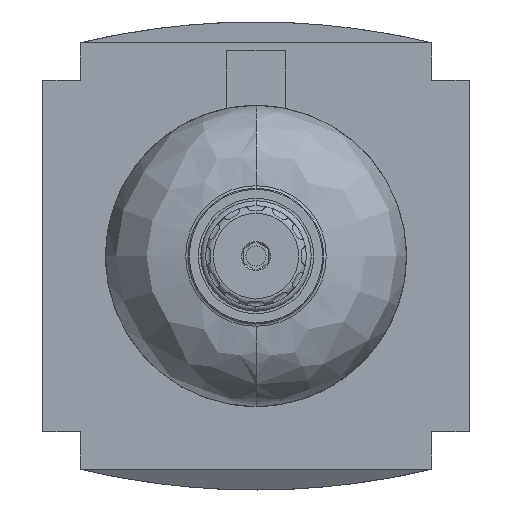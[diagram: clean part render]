
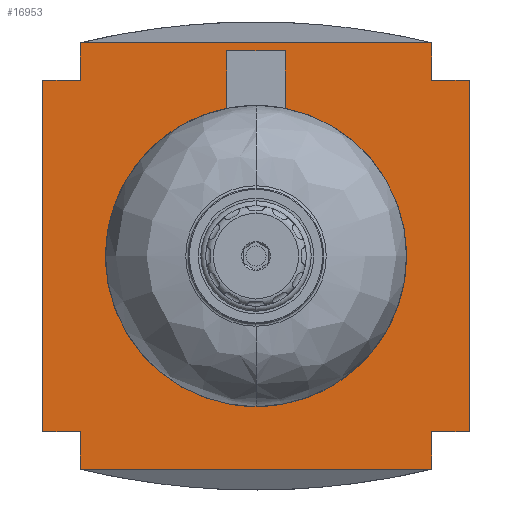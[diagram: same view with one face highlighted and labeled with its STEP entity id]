
A CAD part, front view. The second image highlights one B-rep face of the part: STEP entity #16953.
In plain terms, the highlighted planar face has unit normal (0, -1, 0).
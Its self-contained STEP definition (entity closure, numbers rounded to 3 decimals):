
#45 = LINE ( 'NONE', #16170, #14585 ) ;
#103 = VECTOR ( 'NONE', #4175, 1000. ) ;
#171 = CARTESIAN_POINT ( 'NONE',  ( 35., -51., -42.5 ) ) ;
#384 = CARTESIAN_POINT ( 'NONE',  ( 35., -51., -35. ) ) ;
#607 = CARTESIAN_POINT ( 'NONE',  ( -42.5, -51., 35. ) ) ;
#852 = EDGE_CURVE ( 'NONE', #4648, #3563, #15149, .T. ) ;
#996 = CARTESIAN_POINT ( 'NONE',  ( 42.5, -51., 35. ) ) ;
#1467 = EDGE_CURVE ( 'NONE', #13744, #3563, #2440, .T. ) ;
#1538 = ORIENTED_EDGE ( 'NONE', *, *, #6115, .F. ) ;
#2025 = CARTESIAN_POINT ( 'NONE',  ( 42.5, -51., 35. ) ) ;
#2440 = LINE ( 'NONE', #14466, #9928 ) ;
#2552 = LINE ( 'NONE', #7022, #15005 ) ;
#2818 = DIRECTION ( 'NONE',  ( 0., 0., 1. ) ) ;
#2855 = EDGE_CURVE ( 'NONE', #5535, #7127, #3729, .T. ) ;
#3167 = VERTEX_POINT ( 'NONE', #2025 ) ;
#3393 = EDGE_CURVE ( 'NONE', #5535, #5306, #10241, .T. ) ;
#3396 = VECTOR ( 'NONE', #8284, 1000. ) ;
#3563 = VERTEX_POINT ( 'NONE', #171 ) ;
#3709 = VECTOR ( 'NONE', #12513, 1000. ) ;
#3729 = LINE ( 'NONE', #16042, #7950 ) ;
#3989 = CARTESIAN_POINT ( 'NONE',  ( 0., -51., 103.36 ) ) ;
#4015 = CARTESIAN_POINT ( 'NONE',  ( -42.5, -51., 35. ) ) ;
#4084 = EDGE_CURVE ( 'NONE', #7127, #17185, #15803, .T. ) ;
#4175 = DIRECTION ( 'NONE',  ( -1., 0., 0. ) ) ;
#4275 = EDGE_CURVE ( 'NONE', #3167, #14070, #14856, .T. ) ;
#4295 = VECTOR ( 'NONE', #4913, 1000. ) ;
#4305 = CARTESIAN_POINT ( 'NONE',  ( -35., -51., -35. ) ) ;
#4648 = VERTEX_POINT ( 'NONE', #11990 ) ;
#4913 = DIRECTION ( 'NONE',  ( -1., 0., 0. ) ) ;
#5306 = VERTEX_POINT ( 'NONE', #13013 ) ;
#5535 = VERTEX_POINT ( 'NONE', #6550 ) ;
#6115 = EDGE_CURVE ( 'NONE', #14070, #13744, #2552, .T. ) ;
#6267 = VECTOR ( 'NONE', #2818, 1000. ) ;
#6548 = VERTEX_POINT ( 'NONE', #15102 ) ;
#6550 = CARTESIAN_POINT ( 'NONE',  ( -35., -51., 35. ) ) ;
#6867 = DIRECTION ( 'NONE',  ( 0., 0., -1. ) ) ;
#6868 = DIRECTION ( 'NONE',  ( 0., 0., -1. ) ) ;
#6970 = PLANE ( 'NONE',  #10297 ) ;
#7022 = CARTESIAN_POINT ( 'NONE',  ( 42.5, -51., -35. ) ) ;
#7029 = DIRECTION ( 'NONE',  ( 0., 1., 0. ) ) ;
#7127 = VERTEX_POINT ( 'NONE', #607 ) ;
#7192 = ORIENTED_EDGE ( 'NONE', *, *, #8171, .F. ) ;
#7379 = EDGE_CURVE ( 'NONE', #3167, #6548, #8771, .T. ) ;
#7449 = LINE ( 'NONE', #9572, #3709 ) ;
#7705 = DIRECTION ( 'NONE',  ( 0., 0., -1. ) ) ;
#7950 = VECTOR ( 'NONE', #17350, 1000. ) ;
#7954 = ORIENTED_EDGE ( 'NONE', *, *, #3393, .F. ) ;
#8171 = EDGE_CURVE ( 'NONE', #18007, #6548, #45, .T. ) ;
#8204 = ORIENTED_EDGE ( 'NONE', *, *, #7379, .T. ) ;
#8284 = DIRECTION ( 'NONE',  ( -1., 0., 0. ) ) ;
#8294 = ORIENTED_EDGE ( 'NONE', *, *, #852, .T. ) ;
#8771 = LINE ( 'NONE', #996, #103 ) ;
#9572 = CARTESIAN_POINT ( 'NONE',  ( -35., -51., -42.5 ) ) ;
#9898 = CARTESIAN_POINT ( 'NONE',  ( 0., -51., -42.5 ) ) ;
#9928 = VECTOR ( 'NONE', #6868, 1000. ) ;
#9995 = VERTEX_POINT ( 'NONE', #4305 ) ;
#10229 = EDGE_LOOP ( 'NONE', ( #12626, #1538, #13675, #8204, #7192, #15562, #7954, #14734, #14244, #19404, #12136, #8294 ) ) ;
#10241 = LINE ( 'NONE', #19213, #6267 ) ;
#10297 = AXIS2_PLACEMENT_3D ( 'NONE', #3989, #7029, #19044 ) ;
#11146 = VECTOR ( 'NONE', #11276, 1000. ) ;
#11276 = DIRECTION ( 'NONE',  ( 1., 0., 0. ) ) ;
#11782 = VECTOR ( 'NONE', #6867, 1000. ) ;
#11815 = EDGE_CURVE ( 'NONE', #9995, #17185, #15557, .T. ) ;
#11990 = CARTESIAN_POINT ( 'NONE',  ( -35., -51., -42.5 ) ) ;
#12007 = VECTOR ( 'NONE', #7705, 1000. ) ;
#12088 = FACE_OUTER_BOUND ( 'NONE', #10229, .T. ) ;
#12136 = ORIENTED_EDGE ( 'NONE', *, *, #13130, .F. ) ;
#12297 = LINE ( 'NONE', #12666, #3396 ) ;
#12513 = DIRECTION ( 'NONE',  ( 0., 0., 1. ) ) ;
#12626 = ORIENTED_EDGE ( 'NONE', *, *, #1467, .F. ) ;
#12666 = CARTESIAN_POINT ( 'NONE',  ( 0., -51., 42.5 ) ) ;
#13013 = CARTESIAN_POINT ( 'NONE',  ( -35., -51., 42.5 ) ) ;
#13130 = EDGE_CURVE ( 'NONE', #4648, #9995, #7449, .T. ) ;
#13161 = DIRECTION ( 'NONE',  ( -1., 0., 0. ) ) ;
#13260 = CARTESIAN_POINT ( 'NONE',  ( 42.5, -51., -35. ) ) ;
#13675 = ORIENTED_EDGE ( 'NONE', *, *, #4275, .F. ) ;
#13744 = VERTEX_POINT ( 'NONE', #384 ) ;
#14070 = VERTEX_POINT ( 'NONE', #13260 ) ;
#14121 = CARTESIAN_POINT ( 'NONE',  ( 35., -51., 42.5 ) ) ;
#14244 = ORIENTED_EDGE ( 'NONE', *, *, #4084, .T. ) ;
#14372 = EDGE_CURVE ( 'NONE', #18007, #5306, #12297, .T. ) ;
#14466 = CARTESIAN_POINT ( 'NONE',  ( 35., -51., 42.5 ) ) ;
#14585 = VECTOR ( 'NONE', #16295, 1000. ) ;
#14734 = ORIENTED_EDGE ( 'NONE', *, *, #2855, .T. ) ;
#14856 = LINE ( 'NONE', #15000, #12007 ) ;
#15000 = CARTESIAN_POINT ( 'NONE',  ( 42.5, -51., 35. ) ) ;
#15005 = VECTOR ( 'NONE', #13161, 1000. ) ;
#15095 = CARTESIAN_POINT ( 'NONE',  ( -42.5, -51., -35. ) ) ;
#15102 = CARTESIAN_POINT ( 'NONE',  ( 35., -51., 35. ) ) ;
#15149 = LINE ( 'NONE', #9898, #11146 ) ;
#15557 = LINE ( 'NONE', #18716, #4295 ) ;
#15562 = ORIENTED_EDGE ( 'NONE', *, *, #14372, .T. ) ;
#15803 = LINE ( 'NONE', #4015, #11782 ) ;
#16042 = CARTESIAN_POINT ( 'NONE',  ( 42.5, -51., 35. ) ) ;
#16170 = CARTESIAN_POINT ( 'NONE',  ( 35., -51., 42.5 ) ) ;
#16295 = DIRECTION ( 'NONE',  ( 0., 0., -1. ) ) ;
#16953 = ADVANCED_FACE ( 'NONE', ( #12088 ), #6970, .F. ) ;
#17185 = VERTEX_POINT ( 'NONE', #15095 ) ;
#17350 = DIRECTION ( 'NONE',  ( -1., 0., 0. ) ) ;
#18007 = VERTEX_POINT ( 'NONE', #14121 ) ;
#18716 = CARTESIAN_POINT ( 'NONE',  ( 42.5, -51., -35. ) ) ;
#19044 = DIRECTION ( 'NONE',  ( 0., 0., 1. ) ) ;
#19213 = CARTESIAN_POINT ( 'NONE',  ( -35., -51., -42.5 ) ) ;
#19404 = ORIENTED_EDGE ( 'NONE', *, *, #11815, .F. ) ;
